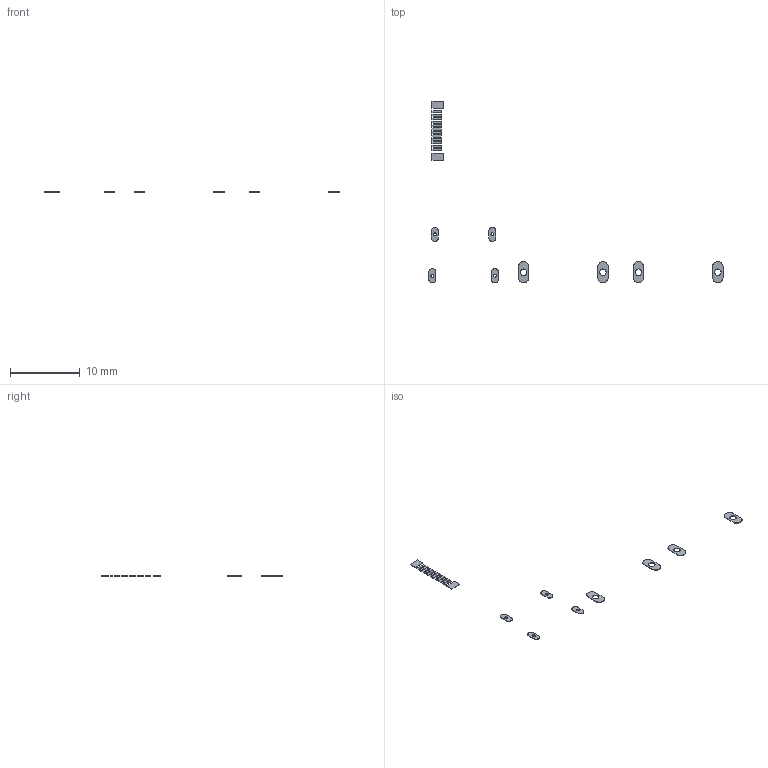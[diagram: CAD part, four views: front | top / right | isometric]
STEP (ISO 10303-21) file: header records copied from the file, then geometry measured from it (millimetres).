
FILE_DESCRIPTION(/* description */ (''),/* implementation_level */ '2;1');
FILE_NAME(/* name */ '16copper.stp',/* time_stamp */ '2025-09-12T00:22:20+02:00',/* author */ (''),/* organization */ (''),/* preprocessor_version */ 'ST-DEVELOPER v20.1',/* originating_system */ 'Autodesk Translation Framework v14.10.0.0',/* authorisation */ '');
FILE_SCHEMA (('AUTOMOTIVE_DESIGN { 1 0 10303 214 3 1 1 }'));
Length unit declared in the file: millimetre
Products named in the file (1): 16-copper
Bounding box: 42.27 x 26.09 x 0.07 mm (x, y, z)
Volume: 2 mm3; surface area: 122 mm2
Topology: 44 solids, 44 shells, 312 faces, 672 edges, 448 vertices
Faces by surface type: plane 248, cylinder 64
Full cylindrical faces by diameter (mm): 0.43 x8, 0.93 x8
Entity records: 8458 total; most frequent: CARTESIAN_POINT 1433, DIRECTION 1426, ORIENTED_EDGE 1344, EDGE_CURVE 672, LINE 544, VECTOR 544, VERTEX_POINT 448, AXIS2_PLACEMENT_3D 441
